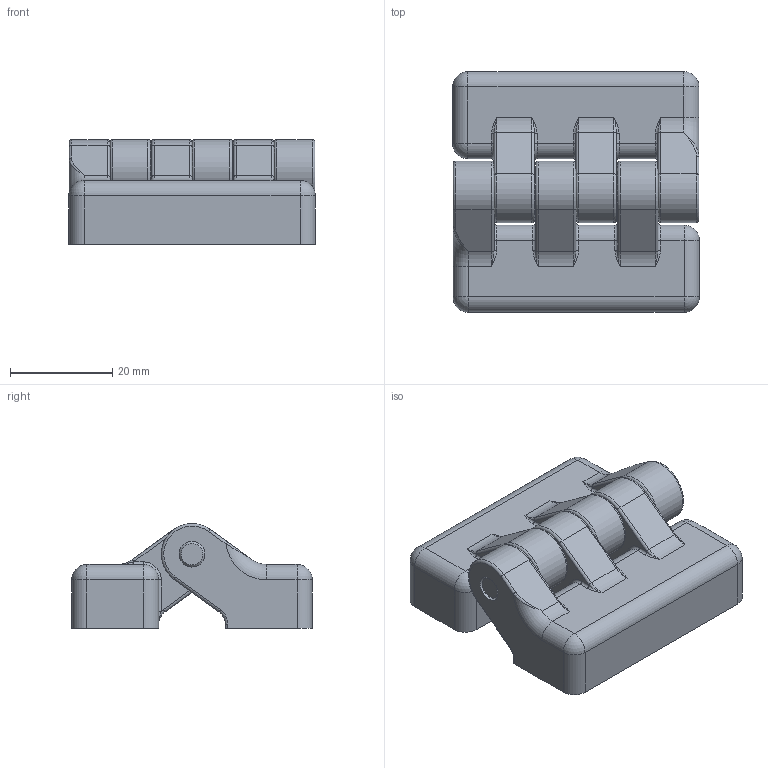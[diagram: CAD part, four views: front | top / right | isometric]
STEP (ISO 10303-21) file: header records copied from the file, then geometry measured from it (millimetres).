
FILE_DESCRIPTION( ( 'Unknown' ), '1' );
FILE_NAME( '6388100.stp', 'Unknown', ( 'Unknown' ), ( 'Unknown' ), 'PSStep 14.0', 'Unknown', ' ' );
FILE_SCHEMA( ( 'AUTOMOTIVE_DESIGN { 1 0 10303 214 1 1 1 1 }' ) );
Length unit declared in the file: millimetre
Products named in the file (1): 6388100
Bounding box: 48.2 x 47 x 20.49 mm (x, y, z)
Volume: 24218.3 mm3; surface area: 11509.1 mm2
Topology: 1 solids, 1 shells, 298 faces, 745 edges, 431 vertices
Faces by surface type: cylinder 130, plane 84, torus 46, bspline 22, cone 10, sphere 6
Full cylindrical faces by diameter (mm): 4.134 x4, 5 x4, 9 x4
Entity records: 14014 total; most frequent: CARTESIAN_POINT 4759, DIRECTION 1522, ORIENTED_EDGE 1370, EDGE_CURVE 685, AXIS2_PLACEMENT_3D 604, VERTEX_POINT 421, EDGE_LOOP 338, CIRCLE 327
